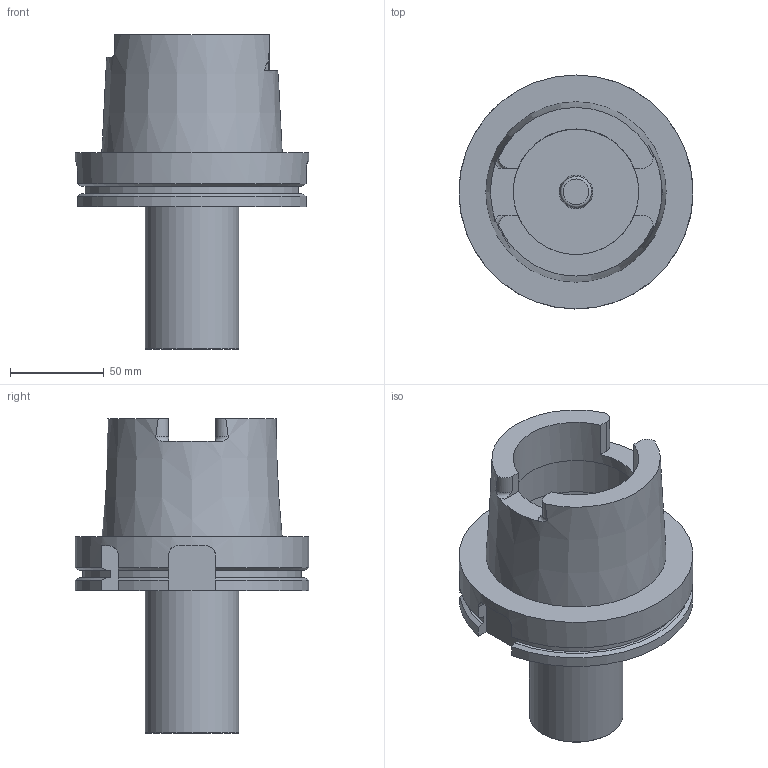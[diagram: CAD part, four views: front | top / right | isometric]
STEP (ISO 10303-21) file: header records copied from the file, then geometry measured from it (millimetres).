
FILE_DESCRIPTION(/* description */ (''),/* implementation_level */ '2;1');
FILE_NAME(/* name */ '6982_1_3D.STP',/* time_stamp */ '2023-01-18T08:45:18+01:00',/* author */ (''),/* organization */ ('SMS'),/* preprocessor_version */ 'ST-DEVELOPER v16.7',/* originating_system */ 'SIEMENS PLM Software NX 12.0',/* authorisation */ '');
FILE_SCHEMA (('AUTOMOTIVE_DESIGN { 1 0 10303 214 3 1 1 1 }'));
Length unit declared in the file: millimetre
Products named in the file (1): 6982_1_3D
Bounding box: 124.92 x 124.92 x 167.9 mm (x, y, z)
Volume: 587925.5 mm3; surface area: 87372.1 mm2
Topology: 1 solids, 1 shells, 68 faces, 184 edges, 121 vertices
Faces by surface type: plane 32, cylinder 21, cone 10, torus 5
Full cylindrical faces by diameter (mm): 18 x1, 50 x1, 67.06 x2, 80.095 x1, 124.92 x1
Entity records: 2151 total; most frequent: CARTESIAN_POINT 475, DIRECTION 344, ORIENTED_EDGE 330, EDGE_CURVE 165, AXIS2_PLACEMENT_3D 134, VERTEX_POINT 115, EDGE_LOOP 84, LINE 76
